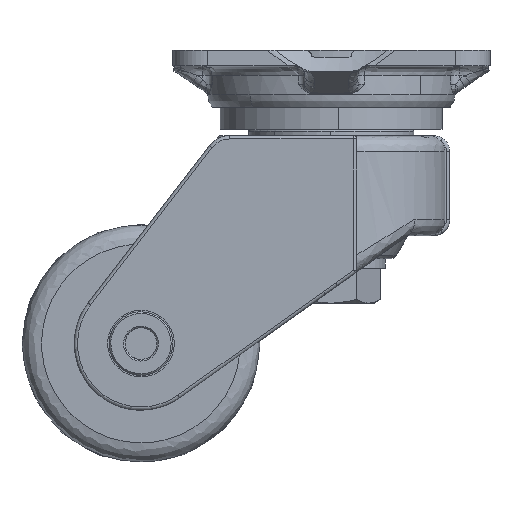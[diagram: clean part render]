
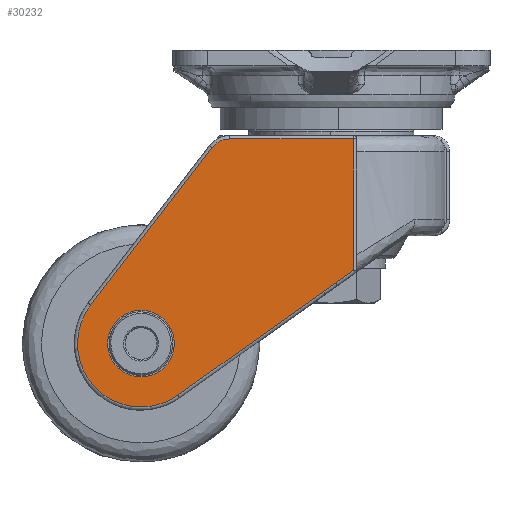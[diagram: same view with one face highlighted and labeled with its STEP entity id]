
A CAD part, front view. The second image highlights one B-rep face of the part: STEP entity #30232.
In plain terms, the highlighted free-form (B-spline) face has degree [1, 1] with [2, 2] control points.
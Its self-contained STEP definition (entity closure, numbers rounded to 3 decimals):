
#23177=CARTESIAN_POINT('',(-70.427,-36.95,-73.261));
#23178=VERTEX_POINT('',#23177);
#23179=CARTESIAN_POINT('',(-60.0,-36.95,-85.));
#23180=VERTEX_POINT('',#23179);
#23181=CARTESIAN_POINT('',(-70.427,-36.95,-73.261));
#23182=CARTESIAN_POINT('',(-70.5,-36.95,-73.878));
#23183=CARTESIAN_POINT('',(-70.5,-36.95,-74.5));
#23184=CARTESIAN_POINT('',(-70.5,-36.95,-85.));
#23185=CARTESIAN_POINT('',(-60.0,-36.95,-85.));
#23193=(BOUNDED_CURVE()B_SPLINE_CURVE(2,(#23181,#23182,#23183,#23184,#23185),.UNSPECIFIED.,.F.,.U.)B_SPLINE_CURVE_WITH_KNOTS((3,2,3),(0.23,0.25,0.5),.UNSPECIFIED.)CURVE()GEOMETRIC_REPRESENTATION_ITEM()RATIONAL_B_SPLINE_CURVE((0.956,0.976,1.0,0.707,1.0))REPRESENTATION_ITEM(''));
#23194=EDGE_CURVE('',#23178,#23180,#23193,.T.);
#23196=CARTESIAN_POINT('',(-49.52,-36.95,-75.141));
#23197=VERTEX_POINT('',#23196);
#23198=CARTESIAN_POINT('',(-60.0,-36.95,-85.));
#23199=CARTESIAN_POINT('',(-50.123,-36.95,-85.0));
#23200=CARTESIAN_POINT('',(-49.52,-36.95,-75.141));
#23208=(BOUNDED_CURVE()B_SPLINE_CURVE(2,(#23198,#23199,#23200),.UNSPECIFIED.,.F.,.U.)B_SPLINE_CURVE_WITH_KNOTS((3,3),(0.5,0.739),.UNSPECIFIED.)CURVE()GEOMETRIC_REPRESENTATION_ITEM()RATIONAL_B_SPLINE_CURVE((1.0,0.72,0.976))REPRESENTATION_ITEM(''));
#23209=EDGE_CURVE('',#23180,#23197,#23208,.T.);
#23276=CARTESIAN_POINT('',(-60.0,-36.95,-64.0));
#23277=VERTEX_POINT('',#23276);
#23278=CARTESIAN_POINT('',(-60.0,-36.95,-64.0));
#23279=CARTESIAN_POINT('',(-69.326,-36.95,-64.0));
#23280=CARTESIAN_POINT('',(-70.427,-36.95,-73.261));
#23288=(BOUNDED_CURVE()B_SPLINE_CURVE(2,(#23278,#23279,#23280),.UNSPECIFIED.,.F.,.U.)B_SPLINE_CURVE_WITH_KNOTS((3,3),(0.0,0.23),.UNSPECIFIED.)CURVE()GEOMETRIC_REPRESENTATION_ITEM()RATIONAL_B_SPLINE_CURVE((1.0,0.731,0.956))REPRESENTATION_ITEM(''));
#23289=EDGE_CURVE('',#23277,#23178,#23288,.T.);
#23323=CARTESIAN_POINT('',(-49.52,-36.95,-75.141));
#23324=CARTESIAN_POINT('',(-49.5,-36.95,-74.821));
#23325=CARTESIAN_POINT('',(-49.5,-36.95,-74.5));
#23326=CARTESIAN_POINT('',(-49.5,-36.95,-64.0));
#23327=CARTESIAN_POINT('',(-60.0,-36.95,-64.0));
#23335=(BOUNDED_CURVE()B_SPLINE_CURVE(2,(#23323,#23324,#23325,#23326,#23327),.UNSPECIFIED.,.F.,.U.)B_SPLINE_CURVE_WITH_KNOTS((3,2,3),(0.739,0.75,1.0),.UNSPECIFIED.)CURVE()GEOMETRIC_REPRESENTATION_ITEM()RATIONAL_B_SPLINE_CURVE((0.976,0.988,1.0,0.707,1.0))REPRESENTATION_ITEM(''));
#23336=EDGE_CURVE('',#23197,#23277,#23335,.T.);
#29672=CARTESIAN_POINT('',(7.0,-36.95,-10.0));
#29673=VERTEX_POINT('',#29672);
#29696=CARTESIAN_POINT('',(-32.067,-36.95,-10.0));
#29697=VERTEX_POINT('',#29696);
#29711=CARTESIAN_POINT('',(7.0,-36.95,-10.0));
#29712=CARTESIAN_POINT('',(-32.067,-36.95,-10.0));
#29713=QUASI_UNIFORM_CURVE('',1,(#29711,#29712),.UNSPECIFIED.,.F.,.U.);
#29714=EDGE_CURVE('',#29673,#29697,#29713,.T.);
#29738=CARTESIAN_POINT('',(-37.61,-36.95,-12.725));
#29739=VERTEX_POINT('',#29738);
#29755=CARTESIAN_POINT('',(-32.067,-36.95,-10.0));
#29756=CARTESIAN_POINT('',(-35.508,-36.95,-10.));
#29757=CARTESIAN_POINT('',(-37.61,-36.95,-12.725));
#29765=(BOUNDED_CURVE()B_SPLINE_CURVE(2,(#29755,#29756,#29757),.UNSPECIFIED.,.F.,.U.)CURVE()GEOMETRIC_REPRESENTATION_ITEM()QUASI_UNIFORM_CURVE()RATIONAL_B_SPLINE_CURVE((1.0,0.897,1.0))REPRESENTATION_ITEM(''));
#29766=EDGE_CURVE('',#29697,#29739,#29765,.T.);
#29857=CARTESIAN_POINT('',(-75.838,-36.95,-62.287));
#29858=VERTEX_POINT('',#29857);
#29874=CARTESIAN_POINT('',(-37.61,-36.95,-12.725));
#29875=CARTESIAN_POINT('',(-75.838,-36.95,-62.287));
#29876=QUASI_UNIFORM_CURVE('',1,(#29874,#29875),.UNSPECIFIED.,.F.,.U.);
#29877=EDGE_CURVE('',#29739,#29858,#29876,.T.);
#29902=CARTESIAN_POINT('',(7.0,-36.95,-51.37));
#29903=VERTEX_POINT('',#29902);
#29925=CARTESIAN_POINT('',(7.0,-36.95,-51.37));
#29926=CARTESIAN_POINT('',(7.0,-36.95,-10.0));
#29927=QUASI_UNIFORM_CURVE('',1,(#29925,#29926),.UNSPECIFIED.,.F.,.U.);
#29928=EDGE_CURVE('',#29903,#29673,#29927,.T.);
#29958=CARTESIAN_POINT('',(-48.404,-36.95,-90.795));
#29959=VERTEX_POINT('',#29958);
#29975=CARTESIAN_POINT('',(-75.838,-36.95,-62.287));
#29976=CARTESIAN_POINT('',(-86.368,-36.95,-75.943));
#29977=CARTESIAN_POINT('',(-74.411,-36.95,-88.368));
#29978=CARTESIAN_POINT('',(-62.454,-36.95,-100.793));
#29979=CARTESIAN_POINT('',(-48.404,-36.95,-90.795));
#29987=(BOUNDED_CURVE()B_SPLINE_CURVE(2,(#29975,#29976,#29977,#29978,#29979),.UNSPECIFIED.,.F.,.U.)B_SPLINE_CURVE_WITH_KNOTS((3,2,3),(0.0,0.5,1.0),.UNSPECIFIED.)CURVE()GEOMETRIC_REPRESENTATION_ITEM()RATIONAL_B_SPLINE_CURVE((1.0,0.757,1.0,0.757,1.0))REPRESENTATION_ITEM(''));
#29988=EDGE_CURVE('',#29858,#29959,#29987,.T.);
#30081=CARTESIAN_POINT('',(-2.476,-36.95,-58.113));
#30082=VERTEX_POINT('',#30081);
#30098=CARTESIAN_POINT('',(-48.404,-36.95,-90.795));
#30099=CARTESIAN_POINT('',(-2.476,-36.95,-58.113));
#30100=QUASI_UNIFORM_CURVE('',1,(#30098,#30099),.UNSPECIFIED.,.F.,.U.);
#30101=EDGE_CURVE('',#29959,#30082,#30100,.T.);
#30126=CARTESIAN_POINT('',(1.317,-36.95,-55.414));
#30127=VERTEX_POINT('',#30126);
#30151=CARTESIAN_POINT('',(1.317,-36.95,-55.414));
#30152=CARTESIAN_POINT('',(7.0,-36.95,-51.37));
#30153=QUASI_UNIFORM_CURVE('',1,(#30151,#30152),.UNSPECIFIED.,.F.,.U.);
#30154=EDGE_CURVE('',#30127,#29903,#30153,.T.);
#30200=CARTESIAN_POINT('',(-2.476,-36.95,-58.113));
#30201=CARTESIAN_POINT('',(-1.844,-36.95,-57.663));
#30202=CARTESIAN_POINT('',(-0.578,-36.95,-56.766));
#30203=CARTESIAN_POINT('',(0.685,-36.95,-55.864));
#30204=CARTESIAN_POINT('',(1.317,-36.95,-55.414));
#30205=B_SPLINE_CURVE_WITH_KNOTS('',3,(#30200,#30201,#30202,#30203,#30204),.UNSPECIFIED.,.F.,.U.,(4,1,4),(0.0,0.5,1.0),.UNSPECIFIED.);
#30206=EDGE_CURVE('',#30082,#30127,#30205,.T.);
#30211=CARTESIAN_POINT('',(-84.345,-36.95,-98.699));
#30212=CARTESIAN_POINT('',(11.346,-36.95,-98.699));
#30213=CARTESIAN_POINT('',(-84.345,-36.95,-5.78));
#30214=CARTESIAN_POINT('',(11.346,-36.95,-5.78));
#30215=B_SPLINE_SURFACE_WITH_KNOTS('',1,1,((#30211,#30213),(#30212,#30214)),.UNSPECIFIED.,.F.,.F.,.U.,(2,2),(2,2),(0.0,95.691),(0.0,92.919),.UNSPECIFIED.);
#30216=ORIENTED_EDGE('',*,*,#30206,.T.);
#30217=ORIENTED_EDGE('',*,*,#30154,.T.);
#30218=ORIENTED_EDGE('',*,*,#29928,.T.);
#30219=ORIENTED_EDGE('',*,*,#29714,.T.);
#30220=ORIENTED_EDGE('',*,*,#29766,.T.);
#30221=ORIENTED_EDGE('',*,*,#29877,.T.);
#30222=ORIENTED_EDGE('',*,*,#29988,.T.);
#30223=ORIENTED_EDGE('',*,*,#30101,.T.);
#30224=EDGE_LOOP('',(#30216,#30217,#30218,#30219,#30220,#30221,#30222,#30223));
#30225=FACE_OUTER_BOUND('',#30224,.T.);
#30226=ORIENTED_EDGE('',*,*,#23209,.F.);
#30227=ORIENTED_EDGE('',*,*,#23194,.F.);
#30228=ORIENTED_EDGE('',*,*,#23289,.F.);
#30229=ORIENTED_EDGE('',*,*,#23336,.F.);
#30230=EDGE_LOOP('',(#30226,#30227,#30228,#30229));
#30231=FACE_BOUND('',#30230,.T.);
#30232=ADVANCED_FACE('',(#30225,#30231),#30215,.T.);
